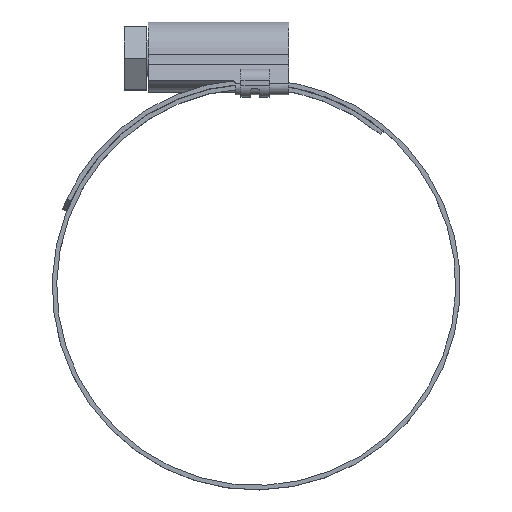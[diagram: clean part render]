
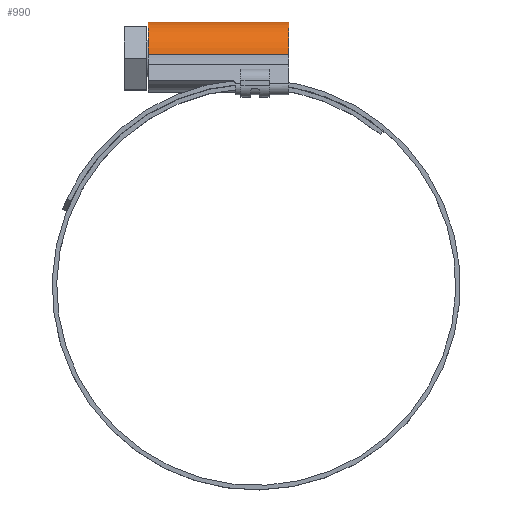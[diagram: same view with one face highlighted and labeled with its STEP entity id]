
A CAD part, top view. The second image highlights one B-rep face of the part: STEP entity #990.
In plain terms, the highlighted cylindrical face has radius 6.5 mm (diameter 13 mm), a partial arc.
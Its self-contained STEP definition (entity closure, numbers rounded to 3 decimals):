
#340 = CARTESIAN_POINT ( 'NONE',  ( 6., 40.5, 0. ) ) ;
#410 = FACE_OUTER_BOUND ( 'NONE', #1189, .T. ) ;
#425 = DIRECTION ( 'NONE',  ( 1., 0., 0. ) ) ;
#524 = CARTESIAN_POINT ( 'NONE',  ( -19., 41.22, -6.46 ) ) ;
#539 = CARTESIAN_POINT ( 'NONE',  ( -19., 41.22, 6.46 ) ) ;
#592 = DIRECTION ( 'NONE',  ( 0., 0., -1. ) ) ;
#604 = CARTESIAN_POINT ( 'NONE',  ( -19., 41.22, 6.46 ) ) ;
#613 = AXIS2_PLACEMENT_3D ( 'NONE', #340, #3648, #592 ) ;
#675 = VECTOR ( 'NONE', #3495, 1000. ) ;
#880 = VERTEX_POINT ( 'NONE', #604 ) ;
#990 = ADVANCED_FACE ( 'NONE', ( #410 ), #2226, .T. ) ;
#1051 = LINE ( 'NONE', #1871, #2763 ) ;
#1081 = EDGE_CURVE ( 'NONE', #2299, #880, #1710, .T. ) ;
#1189 = EDGE_LOOP ( 'NONE', ( #1591, #1509, #3113, #2748 ) ) ;
#1325 = DIRECTION ( 'NONE',  ( 0., 0., 1. ) ) ;
#1327 = EDGE_CURVE ( 'NONE', #1843, #2480, #2191, .T. ) ;
#1509 = ORIENTED_EDGE ( 'NONE', *, *, #3809, .F. ) ;
#1561 = CARTESIAN_POINT ( 'NONE',  ( 6., 41.22, 6.46 ) ) ;
#1591 = ORIENTED_EDGE ( 'NONE', *, *, #1327, .F. ) ;
#1710 = CIRCLE ( 'NONE', #3160, 6.5 ) ;
#1843 = VERTEX_POINT ( 'NONE', #2659 ) ;
#1871 = CARTESIAN_POINT ( 'NONE',  ( -19., 41.22, -6.46 ) ) ;
#1932 = CARTESIAN_POINT ( 'NONE',  ( -19., 40.5, 0. ) ) ;
#2191 = CIRCLE ( 'NONE', #613, 6.5 ) ;
#2226 = CYLINDRICAL_SURFACE ( 'NONE', #2969, 6.5 ) ;
#2233 = EDGE_CURVE ( 'NONE', #880, #2480, #3192, .T. ) ;
#2299 = VERTEX_POINT ( 'NONE', #524 ) ;
#2480 = VERTEX_POINT ( 'NONE', #1561 ) ;
#2506 = DIRECTION ( 'NONE',  ( 0., 0., -1. ) ) ;
#2528 = CARTESIAN_POINT ( 'NONE',  ( -19., 40.5, 0. ) ) ;
#2659 = CARTESIAN_POINT ( 'NONE',  ( 6., 41.22, -6.46 ) ) ;
#2748 = ORIENTED_EDGE ( 'NONE', *, *, #2233, .T. ) ;
#2763 = VECTOR ( 'NONE', #425, 1000. ) ;
#2800 = DIRECTION ( 'NONE',  ( 1., 0., 0. ) ) ;
#2969 = AXIS2_PLACEMENT_3D ( 'NONE', #2528, #2800, #2506 ) ;
#3113 = ORIENTED_EDGE ( 'NONE', *, *, #1081, .T. ) ;
#3160 = AXIS2_PLACEMENT_3D ( 'NONE', #1932, #3381, #1325 ) ;
#3192 = LINE ( 'NONE', #539, #675 ) ;
#3381 = DIRECTION ( 'NONE',  ( 1., 0., 0. ) ) ;
#3495 = DIRECTION ( 'NONE',  ( 1., 0., 0. ) ) ;
#3648 = DIRECTION ( 'NONE',  ( 1., 0., 0. ) ) ;
#3809 = EDGE_CURVE ( 'NONE', #2299, #1843, #1051, .T. ) ;
